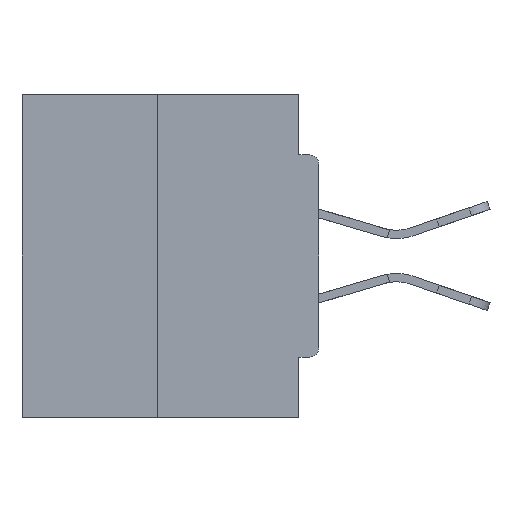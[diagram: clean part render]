
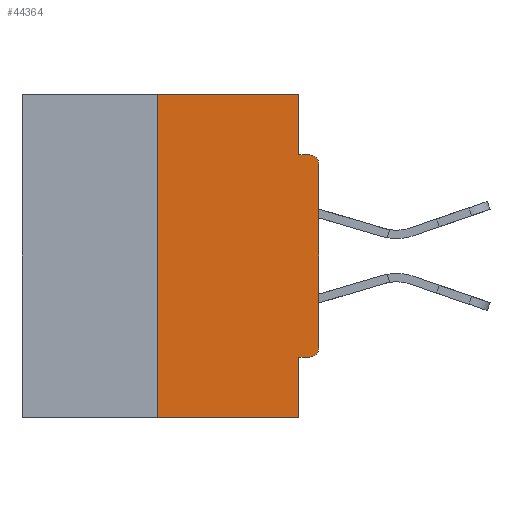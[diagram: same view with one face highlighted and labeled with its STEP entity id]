
A CAD part, left-side view. The second image highlights one B-rep face of the part: STEP entity #44364.
In plain terms, the highlighted planar face has unit normal (-1, 0, 0).
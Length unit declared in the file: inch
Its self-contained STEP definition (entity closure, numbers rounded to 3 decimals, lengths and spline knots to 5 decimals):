
#132 = CARTESIAN_POINT ( 'NONE',  ( 0., 0.25, 0. ) ) ;
#2018 = CARTESIAN_POINT ( 'NONE',  ( 0., 0.25, -0.5 ) ) ;
#2031 = VERTEX_POINT ( 'NONE', #8564 ) ;
#3119 = DIRECTION ( 'NONE',  ( -1., 0., 0. ) ) ;
#3606 = LINE ( 'NONE', #17715, #7169 ) ;
#4709 = VERTEX_POINT ( 'NONE', #7854 ) ;
#4763 = FACE_OUTER_BOUND ( 'NONE', #34897, .T. ) ;
#5014 = EDGE_CURVE ( 'NONE', #2031, #5680, #18562, .T. ) ;
#5680 = VERTEX_POINT ( 'NONE', #20830 ) ;
#5734 = DIRECTION ( 'NONE',  ( 0., 1., 0. ) ) ;
#7114 = ORIENTED_EDGE ( 'NONE', *, *, #12113, .F. ) ;
#7169 = VECTOR ( 'NONE', #35385, 39.37008 ) ;
#7176 = ORIENTED_EDGE ( 'NONE', *, *, #5014, .T. ) ;
#7854 = CARTESIAN_POINT ( 'NONE',  ( 0., 0.015, -0.0935 ) ) ;
#8217 = CIRCLE ( 'NONE', #32254, 0.015 ) ;
#8564 = CARTESIAN_POINT ( 'NONE',  ( 0., 0.015, -0.4065 ) ) ;
#11322 = LINE ( 'NONE', #40216, #29856 ) ;
#11722 = VERTEX_POINT ( 'NONE', #132 ) ;
#11922 = LINE ( 'NONE', #36629, #18887 ) ;
#12113 = EDGE_CURVE ( 'NONE', #2031, #30457, #38222, .T. ) ;
#12573 = CARTESIAN_POINT ( 'NONE',  ( 0., 0., -0.4065 ) ) ;
#13443 = VERTEX_POINT ( 'NONE', #28424 ) ;
#13502 = VECTOR ( 'NONE', #5734, 39.37008 ) ;
#15817 = EDGE_CURVE ( 'NONE', #43191, #35837, #11922, .T. ) ;
#15955 = ORIENTED_EDGE ( 'NONE', *, *, #42313, .T. ) ;
#16577 = LINE ( 'NONE', #40579, #44095 ) ;
#17715 = CARTESIAN_POINT ( 'NONE',  ( 0., 0.46, 0. ) ) ;
#17943 = CARTESIAN_POINT ( 'NONE',  ( 0., 0.015, -0.3915 ) ) ;
#18562 = CIRCLE ( 'NONE', #35094, 0.015 ) ;
#18772 = LINE ( 'NONE', #37331, #35936 ) ;
#18887 = VECTOR ( 'NONE', #41072, 39.37008 ) ;
#19017 = CARTESIAN_POINT ( 'NONE',  ( 0., 0.031, -0.5 ) ) ;
#19044 = ORIENTED_EDGE ( 'NONE', *, *, #15817, .F. ) ;
#20470 = ORIENTED_EDGE ( 'NONE', *, *, #41737, .F. ) ;
#20800 = VERTEX_POINT ( 'NONE', #44334 ) ;
#20830 = CARTESIAN_POINT ( 'NONE',  ( 0., 0., -0.3915 ) ) ;
#21651 = VECTOR ( 'NONE', #37750, 39.37008 ) ;
#22187 = PLANE ( 'NONE',  #23891 ) ;
#23412 = LINE ( 'NONE', #38236, #21651 ) ;
#23500 = CARTESIAN_POINT ( 'NONE',  ( 0., 0.031, 0. ) ) ;
#23514 = ORIENTED_EDGE ( 'NONE', *, *, #44224, .F. ) ;
#23783 = CARTESIAN_POINT ( 'NONE',  ( 0., 0.031, -0.4065 ) ) ;
#23891 = AXIS2_PLACEMENT_3D ( 'NONE', #29461, #36542, #29254 ) ;
#25153 = VECTOR ( 'NONE', #40206, 39.37008 ) ;
#25851 = LINE ( 'NONE', #19017, #25153 ) ;
#28424 = CARTESIAN_POINT ( 'NONE',  ( 0., 0., -0.1085 ) ) ;
#29206 = EDGE_CURVE ( 'NONE', #13443, #4709, #8217, .T. ) ;
#29254 = DIRECTION ( 'NONE',  ( 0., 0., -1. ) ) ;
#29461 = CARTESIAN_POINT ( 'NONE',  ( 0., 0.46, 0. ) ) ;
#29806 = ORIENTED_EDGE ( 'NONE', *, *, #40077, .F. ) ;
#29856 = VECTOR ( 'NONE', #43065, 39.37008 ) ;
#30457 = VERTEX_POINT ( 'NONE', #23783 ) ;
#30683 = DIRECTION ( 'NONE',  ( 0., -1., 0. ) ) ;
#30846 = DIRECTION ( 'NONE',  ( 0., 0., -1. ) ) ;
#31623 = ORIENTED_EDGE ( 'NONE', *, *, #39425, .F. ) ;
#32052 = DIRECTION ( 'NONE',  ( 0., 0., -1. ) ) ;
#32254 = AXIS2_PLACEMENT_3D ( 'NONE', #45704, #37445, #30846 ) ;
#34897 = EDGE_LOOP ( 'NONE', ( #29806, #23514, #45034, #31623, #7114, #7176, #15955, #40819, #20470, #19044 ) ) ;
#35094 = AXIS2_PLACEMENT_3D ( 'NONE', #17943, #3119, #32052 ) ;
#35385 = DIRECTION ( 'NONE',  ( 0., -1., 0. ) ) ;
#35837 = VERTEX_POINT ( 'NONE', #41644 ) ;
#35936 = VECTOR ( 'NONE', #40161, 39.37008 ) ;
#36542 = DIRECTION ( 'NONE',  ( 1., 0., 0. ) ) ;
#36629 = CARTESIAN_POINT ( 'NONE',  ( 0., 0.031, 0. ) ) ;
#37331 = CARTESIAN_POINT ( 'NONE',  ( 0., 0., 0. ) ) ;
#37445 = DIRECTION ( 'NONE',  ( -1., 0., 0. ) ) ;
#37750 = DIRECTION ( 'NONE',  ( 0., 0., 1. ) ) ;
#38222 = LINE ( 'NONE', #12573, #13502 ) ;
#38236 = CARTESIAN_POINT ( 'NONE',  ( 0., 0.25, 0. ) ) ;
#39425 = EDGE_CURVE ( 'NONE', #30457, #20800, #25851, .T. ) ;
#40077 = EDGE_CURVE ( 'NONE', #11722, #43191, #3606, .T. ) ;
#40161 = DIRECTION ( 'NONE',  ( 0., 0., 1. ) ) ;
#40206 = DIRECTION ( 'NONE',  ( 0., 0., -1. ) ) ;
#40216 = CARTESIAN_POINT ( 'NONE',  ( 0., 0., -0.0935 ) ) ;
#40579 = CARTESIAN_POINT ( 'NONE',  ( 0., 0.46, -0.5 ) ) ;
#40819 = ORIENTED_EDGE ( 'NONE', *, *, #29206, .T. ) ;
#40860 = EDGE_CURVE ( 'NONE', #45428, #20800, #16577, .T. ) ;
#41072 = DIRECTION ( 'NONE',  ( 0., 0., -1. ) ) ;
#41644 = CARTESIAN_POINT ( 'NONE',  ( 0., 0.031, -0.0935 ) ) ;
#41737 = EDGE_CURVE ( 'NONE', #35837, #4709, #11322, .T. ) ;
#42313 = EDGE_CURVE ( 'NONE', #5680, #13443, #18772, .T. ) ;
#43065 = DIRECTION ( 'NONE',  ( 0., -1., 0. ) ) ;
#43191 = VERTEX_POINT ( 'NONE', #23500 ) ;
#44095 = VECTOR ( 'NONE', #30683, 39.37008 ) ;
#44224 = EDGE_CURVE ( 'NONE', #45428, #11722, #23412, .T. ) ;
#44334 = CARTESIAN_POINT ( 'NONE',  ( 0., 0.031, -0.5 ) ) ;
#44364 = ADVANCED_FACE ( 'NONE', ( #4763 ), #22187, .F. ) ;
#45034 = ORIENTED_EDGE ( 'NONE', *, *, #40860, .T. ) ;
#45428 = VERTEX_POINT ( 'NONE', #2018 ) ;
#45704 = CARTESIAN_POINT ( 'NONE',  ( 0., 0.015, -0.1085 ) ) ;
